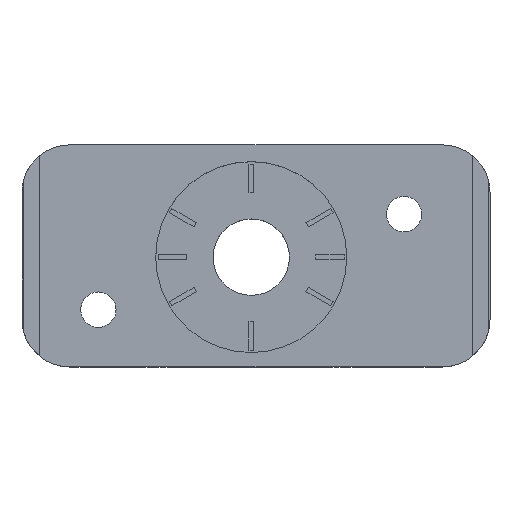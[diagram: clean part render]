
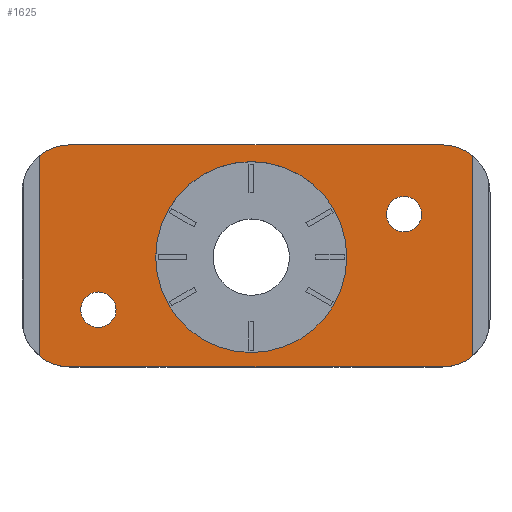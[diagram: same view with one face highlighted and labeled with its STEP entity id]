
A CAD part, top view. The second image highlights one B-rep face of the part: STEP entity #1625.
In plain terms, the highlighted planar face has unit normal (0, 0, 1).
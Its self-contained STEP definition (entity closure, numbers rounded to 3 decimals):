
#22=FACE_BOUND('',#634,.T.);
#23=FACE_BOUND('',#635,.T.);
#24=FACE_BOUND('',#636,.T.);
#91=PLANE('',#1794);
#154=LINE('',#2490,#316);
#255=LINE('',#2726,#417);
#256=LINE('',#2728,#418);
#259=LINE('',#2733,#421);
#316=VECTOR('',#2024,10.);
#417=VECTOR('',#2249,10.);
#418=VECTOR('',#2252,10.);
#421=VECTOR('',#2259,10.);
#537=FACE_OUTER_BOUND('',#633,.T.);
#633=EDGE_LOOP('',(#1469,#1470,#1471,#1472,#1473,#1474,#1475,#1476));
#634=EDGE_LOOP('',(#1477));
#635=EDGE_LOOP('',(#1478));
#636=EDGE_LOOP('',(#1479));
#680=CIRCLE('',#1693,5.);
#686=CIRCLE('',#1702,5.);
#690=CIRCLE('',#1714,5.);
#692=CIRCLE('',#1717,5.);
#703=CIRCLE('',#1785,1.85);
#704=CIRCLE('',#1787,1.85);
#705=CIRCLE('',#1795,10.);
#742=VERTEX_POINT('',#2386);
#743=VERTEX_POINT('',#2388);
#750=VERTEX_POINT('',#2408);
#751=VERTEX_POINT('',#2409);
#762=VERTEX_POINT('',#2447);
#763=VERTEX_POINT('',#2449);
#766=VERTEX_POINT('',#2457);
#767=VERTEX_POINT('',#2458);
#847=VERTEX_POINT('',#2717);
#848=VERTEX_POINT('',#2721);
#849=VERTEX_POINT('',#2737);
#901=EDGE_CURVE('',#742,#743,#680,.T.);
#911=EDGE_CURVE('',#750,#751,#686,.T.);
#933=EDGE_CURVE('',#762,#763,#690,.T.);
#937=EDGE_CURVE('',#766,#767,#692,.T.);
#954=EDGE_CURVE('',#767,#742,#154,.T.);
#1063=EDGE_CURVE('',#847,#847,#703,.T.);
#1065=EDGE_CURVE('',#848,#848,#704,.T.);
#1066=EDGE_CURVE('',#762,#751,#255,.T.);
#1067=EDGE_CURVE('',#750,#743,#256,.T.);
#1070=EDGE_CURVE('',#766,#763,#259,.T.);
#1072=EDGE_CURVE('',#849,#849,#705,.T.);
#1469=ORIENTED_EDGE('',*,*,#911,.F.);
#1470=ORIENTED_EDGE('',*,*,#1067,.T.);
#1471=ORIENTED_EDGE('',*,*,#901,.F.);
#1472=ORIENTED_EDGE('',*,*,#954,.F.);
#1473=ORIENTED_EDGE('',*,*,#937,.F.);
#1474=ORIENTED_EDGE('',*,*,#1070,.T.);
#1475=ORIENTED_EDGE('',*,*,#933,.F.);
#1476=ORIENTED_EDGE('',*,*,#1066,.T.);
#1477=ORIENTED_EDGE('',*,*,#1063,.T.);
#1478=ORIENTED_EDGE('',*,*,#1065,.T.);
#1479=ORIENTED_EDGE('',*,*,#1072,.T.);
#1625=ADVANCED_FACE('',(#537,#22,#23,#24),#91,.F.);
#1693=AXIS2_PLACEMENT_3D('',#2389,#1920,#1921);
#1702=AXIS2_PLACEMENT_3D('',#2410,#1942,#1943);
#1714=AXIS2_PLACEMENT_3D('',#2450,#1982,#1983);
#1717=AXIS2_PLACEMENT_3D('',#2459,#1990,#1991);
#1785=AXIS2_PLACEMENT_3D('',#2719,#2238,#2239);
#1787=AXIS2_PLACEMENT_3D('',#2723,#2243,#2244);
#1794=AXIS2_PLACEMENT_3D('',#2736,#2263,#2264);
#1795=AXIS2_PLACEMENT_3D('',#2738,#2265,#2266);
#1920=DIRECTION('center_axis',(0.,0.,-1.));
#1921=DIRECTION('ref_axis',(0.707,0.707,0.));
#1942=DIRECTION('center_axis',(0.,0.,-1.));
#1943=DIRECTION('ref_axis',(0.707,-0.707,0.));
#1982=DIRECTION('center_axis',(0.,0.,-1.));
#1983=DIRECTION('ref_axis',(-0.707,-0.707,0.));
#1990=DIRECTION('center_axis',(0.,0.,-1.));
#1991=DIRECTION('ref_axis',(-0.707,0.707,0.));
#2024=DIRECTION('',(1.,0.,0.));
#2238=DIRECTION('center_axis',(0.,0.,-1.));
#2239=DIRECTION('ref_axis',(1.,0.,0.));
#2243=DIRECTION('center_axis',(0.,0.,-1.));
#2244=DIRECTION('ref_axis',(1.,0.,0.));
#2249=DIRECTION('',(1.,0.,0.));
#2252=DIRECTION('',(0.,1.,0.));
#2259=DIRECTION('',(0.,-1.,0.));
#2263=DIRECTION('center_axis',(0.,0.,-1.));
#2264=DIRECTION('ref_axis',(1.,0.,0.));
#2265=DIRECTION('center_axis',(0.,0.,-1.));
#2266=DIRECTION('ref_axis',(1.,0.,0.));
#2386=CARTESIAN_POINT('',(20.,11.748,13.));
#2388=CARTESIAN_POINT('',(23.2,10.59,13.));
#2389=CARTESIAN_POINT('Origin',(20.,6.748,13.));
#2408=CARTESIAN_POINT('',(23.2,-10.342,13.));
#2409=CARTESIAN_POINT('',(20.,-11.5,13.));
#2410=CARTESIAN_POINT('Origin',(20.,-6.5,13.));
#2447=CARTESIAN_POINT('',(-19.,-11.5,13.));
#2449=CARTESIAN_POINT('',(-22.2,-10.342,13.));
#2450=CARTESIAN_POINT('Origin',(-19.,-6.5,13.));
#2457=CARTESIAN_POINT('',(-22.2,10.59,13.));
#2458=CARTESIAN_POINT('',(-19.,11.748,13.));
#2459=CARTESIAN_POINT('Origin',(-19.,6.748,13.));
#2490=CARTESIAN_POINT('',(-24.,11.748,13.));
#2717=CARTESIAN_POINT('',(-17.85,-5.5,13.));
#2719=CARTESIAN_POINT('Origin',(-16.,-5.5,13.));
#2721=CARTESIAN_POINT('',(14.15,4.5,13.));
#2723=CARTESIAN_POINT('Origin',(16.,4.5,13.));
#2726=CARTESIAN_POINT('',(-24.,-11.5,13.));
#2728=CARTESIAN_POINT('',(23.2,5.936,13.));
#2733=CARTESIAN_POINT('',(-22.2,-5.688,13.));
#2736=CARTESIAN_POINT('Origin',(0.5,0.124,13.));
#2737=CARTESIAN_POINT('',(-10.,0.,13.));
#2738=CARTESIAN_POINT('Origin',(0.,0.,13.));
